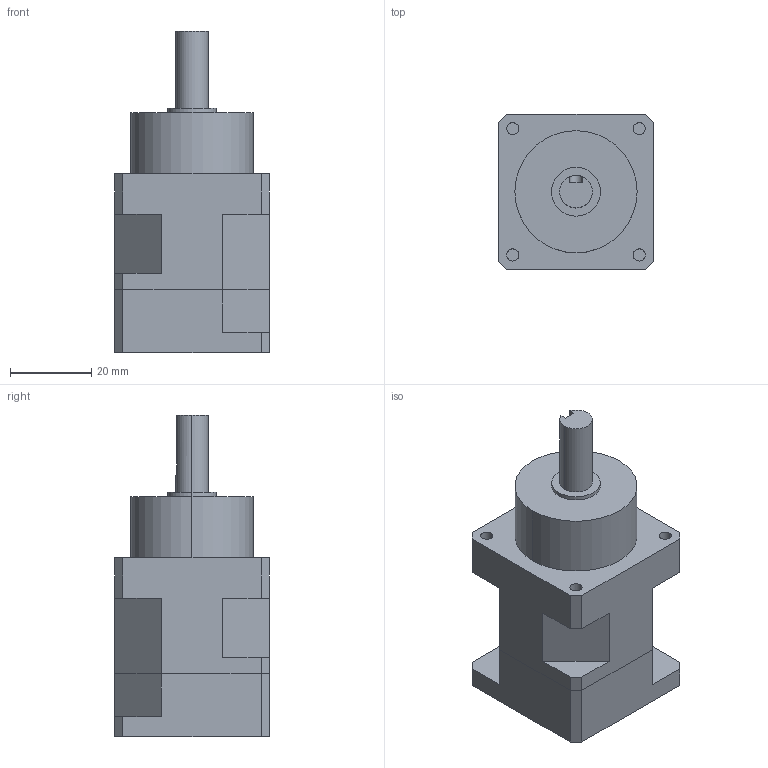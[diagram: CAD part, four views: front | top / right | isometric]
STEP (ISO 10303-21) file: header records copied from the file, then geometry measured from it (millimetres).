
FILE_DESCRIPTION (( 'STEP AP214' ), '1' );
FILE_NAME ('BRA35XX.STEP', '2015-01-18T11:35:41', ( 'j' ), ( '' ), 'SwSTEP 2.0', 'SolidWorks 2011', '' );
FILE_SCHEMA (( 'AUTOMOTIVE_DESIGN' ));
Length unit declared in the file: millimetre
Products named in the file (1): BRA35XX
Bounding box: 38 x 38 x 79 mm (x, y, z)
Volume: 64689.3 mm3; surface area: 15917.7 mm2
Topology: 2 solids, 2 shells, 82 faces, 211 edges, 140 vertices
Faces by surface type: plane 47, cylinder 35
Entity records: 2758 total; most frequent: CARTESIAN_POINT 623, DIRECTION 435, ORIENTED_EDGE 422, EDGE_CURVE 211, AXIS2_PLACEMENT_3D 148, VERTEX_POINT 140, LINE 139, VECTOR 139
